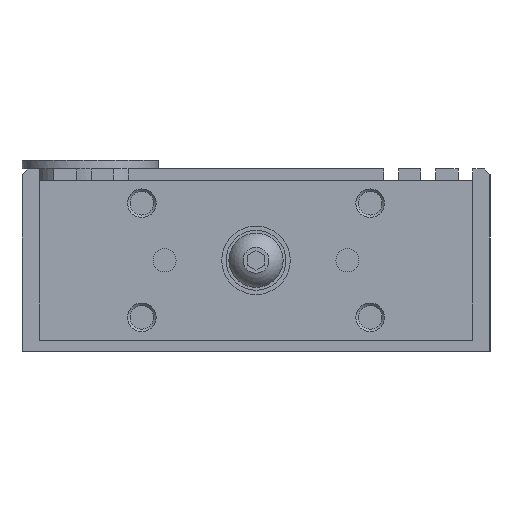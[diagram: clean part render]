
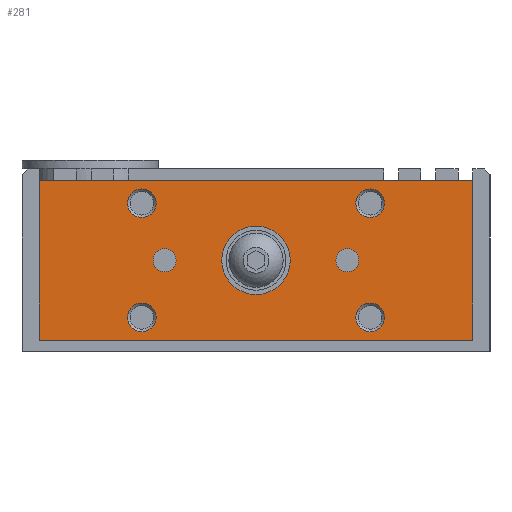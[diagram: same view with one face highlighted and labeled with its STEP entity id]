
A CAD part, left-side view. The second image highlights one B-rep face of the part: STEP entity #281.
In plain terms, the highlighted planar face has unit normal (-1, 0, 0).
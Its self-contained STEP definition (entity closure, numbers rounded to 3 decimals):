
#281 = ADVANCED_FACE( '', ( #749, #750, #751, #752, #753, #754, #755, #756 ), #757, .F. );
#749 = FACE_BOUND( '', #1523, .T. );
#750 = FACE_BOUND( '', #1524, .T. );
#751 = FACE_BOUND( '', #1525, .T. );
#752 = FACE_BOUND( '', #1526, .T. );
#753 = FACE_BOUND( '', #1527, .T. );
#754 = FACE_BOUND( '', #1528, .T. );
#755 = FACE_BOUND( '', #1529, .T. );
#756 = FACE_OUTER_BOUND( '', #1530, .T. );
#757 = PLANE( '', #1531 );
#1523 = EDGE_LOOP( '', ( #2352 ) );
#1524 = EDGE_LOOP( '', ( #2353 ) );
#1525 = EDGE_LOOP( '', ( #2354 ) );
#1526 = EDGE_LOOP( '', ( #2355 ) );
#1527 = EDGE_LOOP( '', ( #2356 ) );
#1528 = EDGE_LOOP( '', ( #2357 ) );
#1529 = EDGE_LOOP( '', ( #2358 ) );
#1530 = EDGE_LOOP( '', ( #2359, #2360, #2361, #2362 ) );
#1531 = AXIS2_PLACEMENT_3D( '', #2363, #2364, #2365 );
#2352 = ORIENTED_EDGE( '', *, *, #3917, .F. );
#2353 = ORIENTED_EDGE( '', *, *, #3918, .T. );
#2354 = ORIENTED_EDGE( '', *, *, #3919, .T. );
#2355 = ORIENTED_EDGE( '', *, *, #3920, .F. );
#2356 = ORIENTED_EDGE( '', *, *, #3921, .F. );
#2357 = ORIENTED_EDGE( '', *, *, #3922, .T. );
#2358 = ORIENTED_EDGE( '', *, *, #3923, .T. );
#2359 = ORIENTED_EDGE( '', *, *, #3924, .F. );
#2360 = ORIENTED_EDGE( '', *, *, #3925, .F. );
#2361 = ORIENTED_EDGE( '', *, *, #3926, .F. );
#2362 = ORIENTED_EDGE( '', *, *, #3927, .F. );
#2363 = CARTESIAN_POINT( '', ( -61., 38., 30. ) );
#2364 = DIRECTION( '', ( 1., 0., 0. ) );
#2365 = DIRECTION( '', ( 0., 0., 1. ) );
#3917 = EDGE_CURVE( '', #4579, #4579, #4580, .T. );
#3918 = EDGE_CURVE( '', #4581, #4581, #4582, .T. );
#3919 = EDGE_CURVE( '', #4583, #4583, #4584, .T. );
#3920 = EDGE_CURVE( '', #4585, #4585, #4586, .T. );
#3921 = EDGE_CURVE( '', #4587, #4587, #4588, .T. );
#3922 = EDGE_CURVE( '', #4589, #4589, #4590, .T. );
#3923 = EDGE_CURVE( '', #4591, #4591, #4592, .T. );
#3924 = EDGE_CURVE( '', #4593, #4594, #4595, .T. );
#3925 = EDGE_CURVE( '', #4596, #4593, #4597, .T. );
#3926 = EDGE_CURVE( '', #4598, #4596, #4599, .T. );
#3927 = EDGE_CURVE( '', #4594, #4598, #4600, .T. );
#4579 = VERTEX_POINT( '', #5509 );
#4580 = CIRCLE( '', #5510, 2.01 );
#4581 = VERTEX_POINT( '', #5511 );
#4582 = CIRCLE( '', #5512, 2.01 );
#4583 = VERTEX_POINT( '', #5513 );
#4584 = CIRCLE( '', #5514, 2.5 );
#4585 = VERTEX_POINT( '', #5515 );
#4586 = CIRCLE( '', #5516, 2.5 );
#4587 = VERTEX_POINT( '', #5517 );
#4588 = CIRCLE( '', #5518, 2.5 );
#4589 = VERTEX_POINT( '', #5519 );
#4590 = CIRCLE( '', #5520, 2.5 );
#4591 = VERTEX_POINT( '', #5521 );
#4592 = CIRCLE( '', #5522, 6. );
#4593 = VERTEX_POINT( '', #5523 );
#4594 = VERTEX_POINT( '', #5524 );
#4595 = LINE( '', #5525, #5526 );
#4596 = VERTEX_POINT( '', #5527 );
#4597 = LINE( '', #5528, #5529 );
#4598 = VERTEX_POINT( '', #5530 );
#4599 = LINE( '', #5531, #5532 );
#4600 = LINE( '', #5533, #5534 );
#5509 = CARTESIAN_POINT( '', ( -61., 13.99, 16. ) );
#5510 = AXIS2_PLACEMENT_3D( '', #6778, #6779, #6780 );
#5511 = CARTESIAN_POINT( '', ( -61., -13.99, 16. ) );
#5512 = AXIS2_PLACEMENT_3D( '', #6781, #6782, #6783 );
#5513 = CARTESIAN_POINT( '', ( -61., 17.5, 6. ) );
#5514 = AXIS2_PLACEMENT_3D( '', #6784, #6785, #6786 );
#5515 = CARTESIAN_POINT( '', ( -61., -17.5, 6. ) );
#5516 = AXIS2_PLACEMENT_3D( '', #6787, #6788, #6789 );
#5517 = CARTESIAN_POINT( '', ( -61., 17.5, 26. ) );
#5518 = AXIS2_PLACEMENT_3D( '', #6790, #6791, #6792 );
#5519 = CARTESIAN_POINT( '', ( -61., -17.5, 26. ) );
#5520 = AXIS2_PLACEMENT_3D( '', #6793, #6794, #6795 );
#5521 = CARTESIAN_POINT( '', ( -61., 6., 16. ) );
#5522 = AXIS2_PLACEMENT_3D( '', #6796, #6797, #6798 );
#5523 = CARTESIAN_POINT( '', ( -61., 38., 2. ) );
#5524 = CARTESIAN_POINT( '', ( -61., 38., 30. ) );
#5525 = CARTESIAN_POINT( '', ( -61., 38., 2. ) );
#5526 = VECTOR( '', #6799, 1000. );
#5527 = CARTESIAN_POINT( '', ( -61., -38., 2. ) );
#5528 = CARTESIAN_POINT( '', ( -61., -38., 2. ) );
#5529 = VECTOR( '', #6800, 1000. );
#5530 = CARTESIAN_POINT( '', ( -61., -38., 30. ) );
#5531 = CARTESIAN_POINT( '', ( -61., -38., 30. ) );
#5532 = VECTOR( '', #6801, 1000. );
#5533 = CARTESIAN_POINT( '', ( -61., 38., 30. ) );
#5534 = VECTOR( '', #6802, 1000. );
#6778 = CARTESIAN_POINT( '', ( -61., 16., 16. ) );
#6779 = DIRECTION( '', ( -1., 0., 0. ) );
#6780 = DIRECTION( '', ( 0., -1., 0. ) );
#6781 = CARTESIAN_POINT( '', ( -61., -16., 16. ) );
#6782 = DIRECTION( '', ( 1., 0., 0. ) );
#6783 = DIRECTION( '', ( 0., 1., 0. ) );
#6784 = CARTESIAN_POINT( '', ( -61., 20., 6. ) );
#6785 = DIRECTION( '', ( 1., 0., 0. ) );
#6786 = DIRECTION( '', ( 0., -1., 0. ) );
#6787 = CARTESIAN_POINT( '', ( -61., -20., 6. ) );
#6788 = DIRECTION( '', ( -1., 0., 0. ) );
#6789 = DIRECTION( '', ( 0., 1., 0. ) );
#6790 = CARTESIAN_POINT( '', ( -61., 20., 26. ) );
#6791 = DIRECTION( '', ( -1., 0., 0. ) );
#6792 = DIRECTION( '', ( 0., -1., 0. ) );
#6793 = CARTESIAN_POINT( '', ( -61., -20., 26. ) );
#6794 = DIRECTION( '', ( 1., 0., 0. ) );
#6795 = DIRECTION( '', ( 0., 1., 0. ) );
#6796 = CARTESIAN_POINT( '', ( -61., 0., 16. ) );
#6797 = DIRECTION( '', ( 1., 0., 0. ) );
#6798 = DIRECTION( '', ( 0., 1., 0. ) );
#6799 = DIRECTION( '', ( 0., 0., 1. ) );
#6800 = DIRECTION( '', ( 0., 1., 0. ) );
#6801 = DIRECTION( '', ( 0., 0., -1. ) );
#6802 = DIRECTION( '', ( 0., -1., 0. ) );
